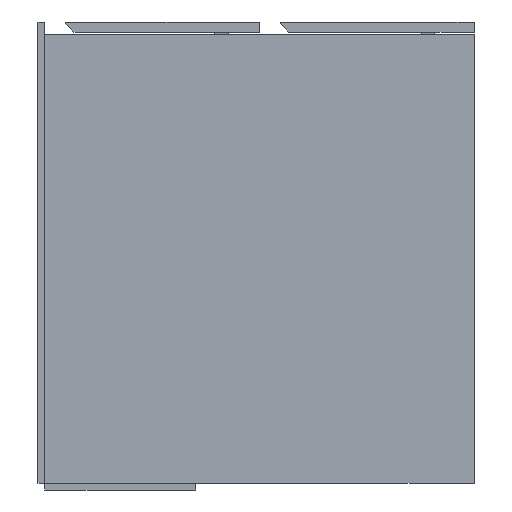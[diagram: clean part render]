
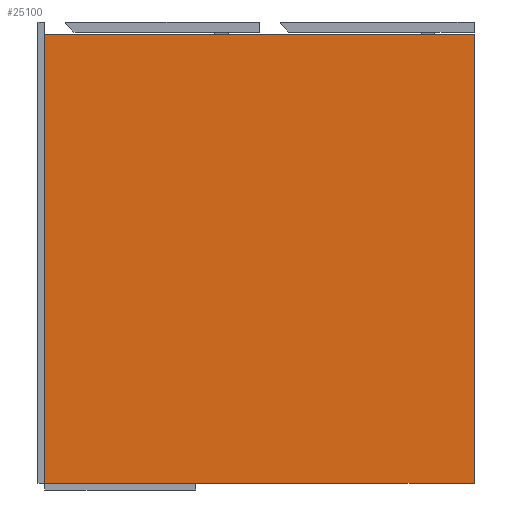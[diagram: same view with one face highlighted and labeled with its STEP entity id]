
A CAD part, left-side view. The second image highlights one B-rep face of the part: STEP entity #25100.
In plain terms, the highlighted planar face has unit normal (-1, 0, 0).
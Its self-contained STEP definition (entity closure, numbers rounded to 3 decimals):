
#42 = EDGE_CURVE ( 'NONE', #2617, #7473, #26870, .T. ) ;
#2617 = VERTEX_POINT ( 'NONE', #50219 ) ;
#2632 = ORIENTED_EDGE ( 'NONE', *, *, #16251, .F. ) ;
#3423 = DIRECTION ( 'NONE',  ( 0., -1., 0. ) ) ;
#7473 = VERTEX_POINT ( 'NONE', #50500 ) ;
#8505 = CARTESIAN_POINT ( 'NONE',  ( 2., 1047.337, -550. ) ) ;
#11442 = CARTESIAN_POINT ( 'NONE',  ( 2., 512., -550. ) ) ;
#15329 = VECTOR ( 'NONE', #3423, 1000. ) ;
#15743 = EDGE_LOOP ( 'NONE', ( #2632, #34185, #59035, #22432 ) ) ;
#16251 = EDGE_CURVE ( 'NONE', #55966, #2617, #53706, .T. ) ;
#16939 = EDGE_CURVE ( 'NONE', #25054, #7473, #52116, .T. ) ;
#18375 = CARTESIAN_POINT ( 'NONE',  ( 2., 1047.337, -550. ) ) ;
#19791 = VECTOR ( 'NONE', #57052, 1000. ) ;
#22432 = ORIENTED_EDGE ( 'NONE', *, *, #42, .F. ) ;
#23166 = CARTESIAN_POINT ( 'NONE',  ( 2., 512., -550. ) ) ;
#25054 = VERTEX_POINT ( 'NONE', #55385 ) ;
#25100 = ADVANCED_FACE ( 'NONE', ( #31952 ), #50761, .F. ) ;
#25505 = EDGE_CURVE ( 'NONE', #55966, #25054, #60637, .T. ) ;
#25628 = VECTOR ( 'NONE', #37203, 1000. ) ;
#26870 = LINE ( 'NONE', #45687, #15329 ) ;
#27321 = DIRECTION ( 'NONE',  ( 1., 0., 0. ) ) ;
#28593 = AXIS2_PLACEMENT_3D ( 'NONE', #8505, #27321, #46140 ) ;
#30263 = DIRECTION ( 'NONE',  ( 0., 0., 1. ) ) ;
#31952 = FACE_OUTER_BOUND ( 'NONE', #15743, .T. ) ;
#34185 = ORIENTED_EDGE ( 'NONE', *, *, #25505, .T. ) ;
#37203 = DIRECTION ( 'NONE',  ( 0., -1., 0. ) ) ;
#38249 = CARTESIAN_POINT ( 'NONE',  ( 2., 0., -550. ) ) ;
#45687 = CARTESIAN_POINT ( 'NONE',  ( 2., 1047.337, -15. ) ) ;
#46140 = DIRECTION ( 'NONE',  ( 0., 0., -1. ) ) ;
#50219 = CARTESIAN_POINT ( 'NONE',  ( 2., 512., -15. ) ) ;
#50500 = CARTESIAN_POINT ( 'NONE',  ( 2., 0., -15. ) ) ;
#50761 = PLANE ( 'NONE',  #28593 ) ;
#51617 = VECTOR ( 'NONE', #30263, 1000. ) ;
#52116 = LINE ( 'NONE', #38249, #19791 ) ;
#53706 = LINE ( 'NONE', #11442, #51617 ) ;
#55385 = CARTESIAN_POINT ( 'NONE',  ( 2., 0., -550. ) ) ;
#55966 = VERTEX_POINT ( 'NONE', #23166 ) ;
#57052 = DIRECTION ( 'NONE',  ( 0., 0., 1. ) ) ;
#59035 = ORIENTED_EDGE ( 'NONE', *, *, #16939, .T. ) ;
#60637 = LINE ( 'NONE', #18375, #25628 ) ;
